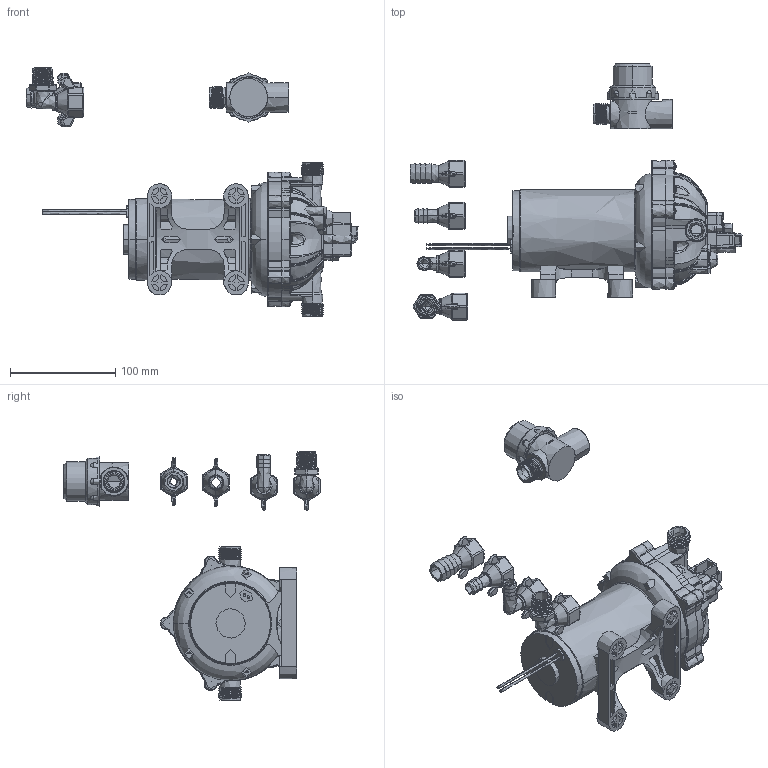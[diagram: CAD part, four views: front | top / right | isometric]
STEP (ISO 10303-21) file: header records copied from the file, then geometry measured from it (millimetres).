
FILE_DESCRIPTION(/* description */ (''),/* implementation_level */ '2;1');
FILE_NAME(/* name */ '30331 DC Seawater Pump Assembly with Fittings',/* time_stamp */ '2020-11-03T10:45:29-05:00',/* author */ (''),/* organization */ (''),/* preprocessor_version */ 'ST-DEVELOPER v16.5',/* originating_system */ '',/* authorisation */ '');
FILE_SCHEMA (('AUTOMOTIVE_DESIGN'));
Products named in the file (7): Document; Block 07; Block 06; Block 05; Block 03; Block 02; Block 01
Assembly tree (6 placements, depth 2):
  Document
    Block 07
    Block 06
    Block 05
    Block 03
    Block 02
    Block 01
Bounding box: 315.96 x 243.67 x 236.34 mm (x, y, z)
Volume: 894779.5 mm3; surface area: 280219.6 mm2
Topology: 22 solids, 35 shells, 4633 faces, 12513 edges, 8091 vertices
Faces by surface type: bspline 3443, plane 1190
Entity records: 352354 total; most frequent: CARTESIAN_POINT 278948, ORIENTED_EDGE 24948, EDGE_CURVE 12517, B_SPLINE_CURVE_WITH_KNOTS 8956, VERTEX_POINT 8101, EDGE_LOOP 4969, ADVANCED_FACE 4633, FACE_OUTER_BOUND 4633
